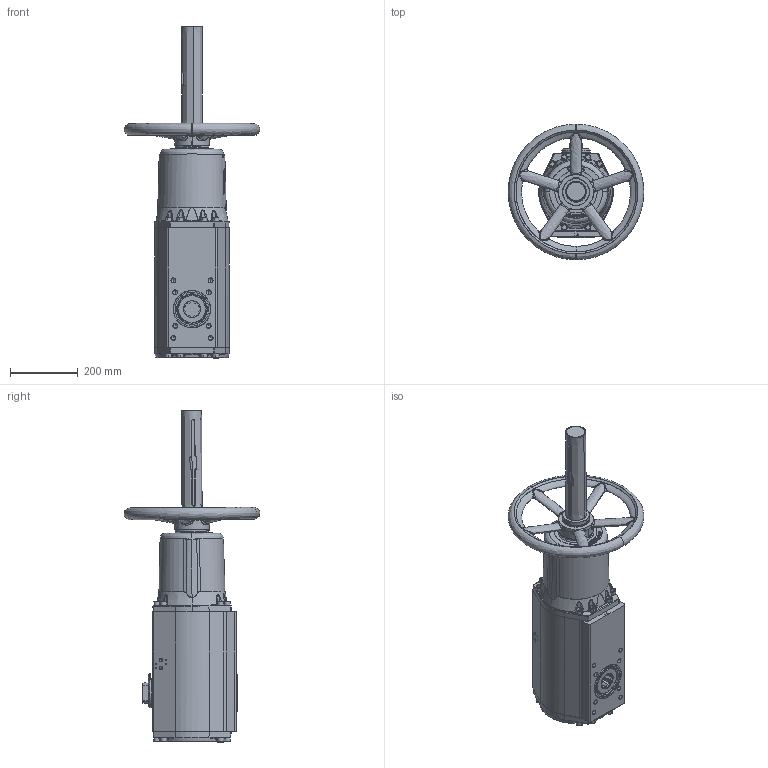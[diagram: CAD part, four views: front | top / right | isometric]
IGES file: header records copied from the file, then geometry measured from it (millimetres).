
Start section: SolidWorks IGES file using analytic representation for surfaces
Global section: file name: 018598.IGS; native system: SolidWorks 2018; preprocessor: SolidWorks 2018; author: sara.marklund; date: 180814.083602; units: millimetre
Bounding box: 400 x 399.99 x 979.36 mm (x, y, z)
Surface area: 964003.8 mm2 (no closed solid volume)
Topology: 0 solids, 0 shells, 1539 faces, 21996 edges, 21944 vertices
Faces by surface type: bspline 1060, revolution 479
